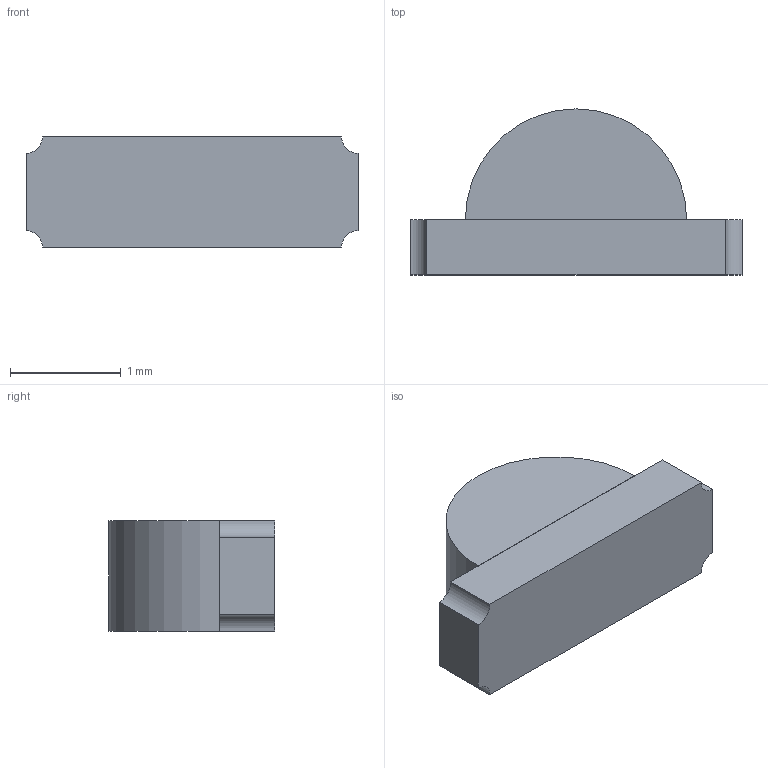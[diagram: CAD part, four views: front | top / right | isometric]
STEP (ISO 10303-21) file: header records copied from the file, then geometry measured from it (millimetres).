
FILE_DESCRIPTION(('FreeCAD Model'),'2;1');
FILE_NAME('EASV3015RGBA0.step' ,'2019-12-23T10:38:07',('kicad StepUp'),('ksu MCAD'), 'Open CASCADE STEP processor 7.3','FreeCAD','Unknown');
FILE_SCHEMA(('AUTOMOTIVE_DESIGN { 1 0 10303 214 1 1 1 1 }'));
Length unit declared in the file: millimetre
Products named in the file (1): EASV3015RGBA0
Bounding box: 3 x 1.5 x 1 mm (x, y, z)
Volume: 3 mm3; surface area: 18 mm2
Topology: 2 solids, 2 shells, 14 faces, 90 edges, 260 vertices
Faces by surface type: plane 9, cylinder 5
Entity records: 1303 total; most frequent: CARTESIAN_POINT 365, DIRECTION 150, GEOMETRIC_CURVE_SET 61, ORIENTED_EDGE 60, LINE 60, VECTOR 60, TRIMMED_CURVE 60, AXIS2_PLACEMENT_3D 45
